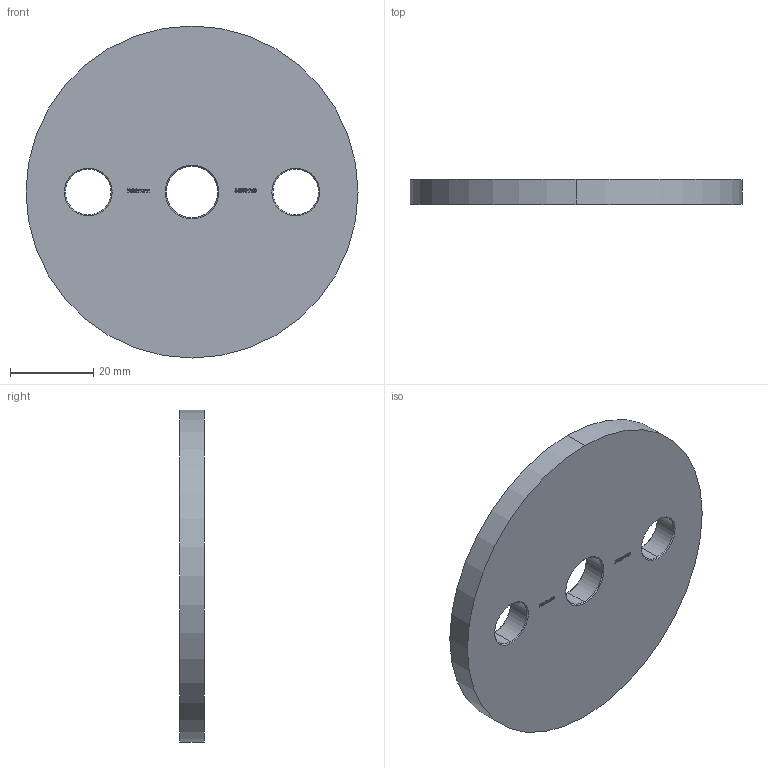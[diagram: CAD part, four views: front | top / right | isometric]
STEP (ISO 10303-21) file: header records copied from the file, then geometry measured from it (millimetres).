
FILE_DESCRIPTION (( 'STEP AP203' ), '1' );
FILE_NAME ('54080-240.step', '2020-10-21T10:56:20', ( '' ), ( '' ), 'SwSTEP 2.0', 'SolidWorks 2018', '' );
FILE_SCHEMA (( 'CONFIG_CONTROL_DESIGN' ));
Length unit declared in the file: millimetre
Products named in the file (2): 54080-240
Bounding box: 80 x 6 x 80 mm (x, y, z)
Volume: 28275.5 mm3; surface area: 11560.5 mm2
Topology: 1 solids, 1 shells, 251 faces, 654 edges, 432 vertices
Faces by surface type: plane 125, bspline 106, cone 12, cylinder 8
Entity records: 13951 total; most frequent: CARTESIAN_POINT 8325, ORIENTED_EDGE 1308, DIRECTION 764, EDGE_CURVE 654, VERTEX_POINT 432, LINE 414, VECTOR 414, EDGE_LOOP 284
